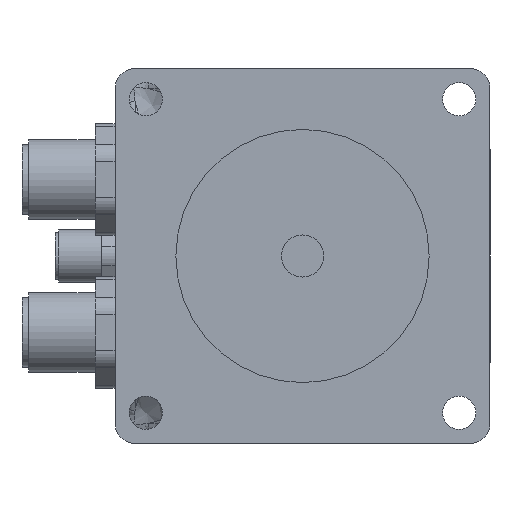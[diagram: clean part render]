
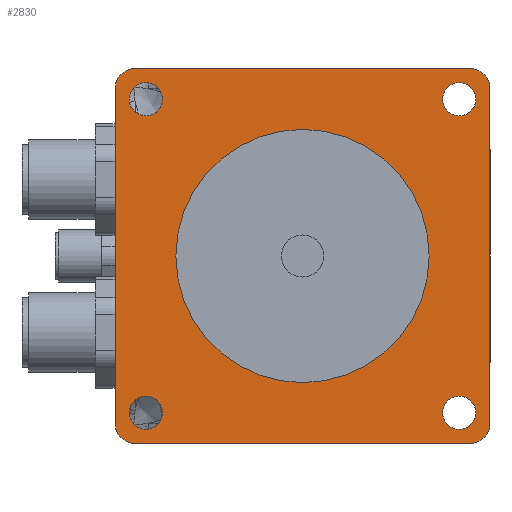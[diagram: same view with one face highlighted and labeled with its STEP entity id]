
A CAD part, left-side view. The second image highlights one B-rep face of the part: STEP entity #2830.
In plain terms, the highlighted planar face has unit normal (-1, 0, 0).
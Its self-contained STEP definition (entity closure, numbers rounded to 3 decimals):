
#63=FACE_BOUND('',#517,.T.);
#64=FACE_BOUND('',#518,.T.);
#65=FACE_BOUND('',#519,.T.);
#66=FACE_BOUND('',#520,.T.);
#67=FACE_BOUND('',#521,.T.);
#156=PLANE('',#3212);
#319=FACE_OUTER_BOUND('',#516,.T.);
#516=EDGE_LOOP('',(#2563,#2564,#2565,#2566,#2567,#2568,#2569,#2570));
#517=EDGE_LOOP('',(#2571,#2572));
#518=EDGE_LOOP('',(#2573,#2574));
#519=EDGE_LOOP('',(#2575,#2576));
#520=EDGE_LOOP('',(#2577,#2578));
#521=EDGE_LOOP('',(#2579,#2580));
#546=LINE('',#4223,#733);
#552=LINE('',#4237,#739);
#559=LINE('',#4253,#746);
#573=LINE('',#4412,#760);
#733=VECTOR('',#3278,10.);
#739=VECTOR('',#3290,10.);
#746=VECTOR('',#3303,10.);
#760=VECTOR('',#3367,10.);
#964=CIRCLE('',#2958,3.);
#967=CIRCLE('',#2963,3.);
#969=CIRCLE('',#2967,3.);
#972=CIRCLE('',#2972,3.);
#1092=CIRCLE('',#3201,2.5);
#1093=CIRCLE('',#3202,2.5);
#1094=CIRCLE('',#3204,2.5);
#1095=CIRCLE('',#3205,2.5);
#1096=CIRCLE('',#3207,2.5);
#1097=CIRCLE('',#3208,2.5);
#1098=CIRCLE('',#3210,2.5);
#1099=CIRCLE('',#3211,2.5);
#1100=CIRCLE('',#3213,19.05);
#1101=CIRCLE('',#3214,19.05);
#1135=VERTEX_POINT('',#4220);
#1136=VERTEX_POINT('',#4222);
#1140=VERTEX_POINT('',#4234);
#1141=VERTEX_POINT('',#4236);
#1146=VERTEX_POINT('',#4250);
#1147=VERTEX_POINT('',#4252);
#1168=VERTEX_POINT('',#4409);
#1169=VERTEX_POINT('',#4411);
#1365=VERTEX_POINT('',#5141);
#1366=VERTEX_POINT('',#5142);
#1367=VERTEX_POINT('',#5147);
#1368=VERTEX_POINT('',#5148);
#1369=VERTEX_POINT('',#5153);
#1370=VERTEX_POINT('',#5154);
#1371=VERTEX_POINT('',#5159);
#1372=VERTEX_POINT('',#5160);
#1373=VERTEX_POINT('',#5165);
#1374=VERTEX_POINT('',#5166);
#1412=EDGE_CURVE('',#1136,#1135,#546,.T.);
#1419=EDGE_CURVE('',#1141,#1140,#552,.T.);
#1427=EDGE_CURVE('',#1147,#1146,#559,.T.);
#1461=EDGE_CURVE('',#1169,#1168,#573,.T.);
#1540=EDGE_CURVE('',#1141,#1146,#964,.T.);
#1544=EDGE_CURVE('',#1136,#1140,#967,.T.);
#1547=EDGE_CURVE('',#1169,#1135,#969,.T.);
#1550=EDGE_CURVE('',#1147,#1168,#972,.T.);
#1765=EDGE_CURVE('',#1365,#1366,#1092,.T.);
#1766=EDGE_CURVE('',#1366,#1365,#1093,.T.);
#1768=EDGE_CURVE('',#1367,#1368,#1094,.T.);
#1769=EDGE_CURVE('',#1368,#1367,#1095,.T.);
#1771=EDGE_CURVE('',#1369,#1370,#1096,.T.);
#1772=EDGE_CURVE('',#1370,#1369,#1097,.T.);
#1774=EDGE_CURVE('',#1371,#1372,#1098,.T.);
#1775=EDGE_CURVE('',#1372,#1371,#1099,.T.);
#1777=EDGE_CURVE('',#1373,#1374,#1100,.T.);
#1778=EDGE_CURVE('',#1374,#1373,#1101,.T.);
#2563=ORIENTED_EDGE('',*,*,#1540,.F.);
#2564=ORIENTED_EDGE('',*,*,#1419,.T.);
#2565=ORIENTED_EDGE('',*,*,#1544,.F.);
#2566=ORIENTED_EDGE('',*,*,#1412,.T.);
#2567=ORIENTED_EDGE('',*,*,#1547,.F.);
#2568=ORIENTED_EDGE('',*,*,#1461,.T.);
#2569=ORIENTED_EDGE('',*,*,#1550,.F.);
#2570=ORIENTED_EDGE('',*,*,#1427,.T.);
#2571=ORIENTED_EDGE('',*,*,#1765,.T.);
#2572=ORIENTED_EDGE('',*,*,#1766,.T.);
#2573=ORIENTED_EDGE('',*,*,#1768,.T.);
#2574=ORIENTED_EDGE('',*,*,#1769,.T.);
#2575=ORIENTED_EDGE('',*,*,#1771,.T.);
#2576=ORIENTED_EDGE('',*,*,#1772,.T.);
#2577=ORIENTED_EDGE('',*,*,#1774,.T.);
#2578=ORIENTED_EDGE('',*,*,#1775,.T.);
#2579=ORIENTED_EDGE('',*,*,#1777,.T.);
#2580=ORIENTED_EDGE('',*,*,#1778,.T.);
#2830=ADVANCED_FACE('',(#319,#63,#64,#65,#66,#67),#156,.T.);
#2958=AXIS2_PLACEMENT_3D('',#4662,#3517,#3518);
#2963=AXIS2_PLACEMENT_3D('',#4669,#3528,#3529);
#2967=AXIS2_PLACEMENT_3D('',#4675,#3537,#3538);
#2972=AXIS2_PLACEMENT_3D('',#4681,#3547,#3548);
#3201=AXIS2_PLACEMENT_3D('',#5143,#4100,#4101);
#3202=AXIS2_PLACEMENT_3D('',#5144,#4102,#4103);
#3204=AXIS2_PLACEMENT_3D('',#5149,#4107,#4108);
#3205=AXIS2_PLACEMENT_3D('',#5150,#4109,#4110);
#3207=AXIS2_PLACEMENT_3D('',#5155,#4114,#4115);
#3208=AXIS2_PLACEMENT_3D('',#5156,#4116,#4117);
#3210=AXIS2_PLACEMENT_3D('',#5161,#4121,#4122);
#3211=AXIS2_PLACEMENT_3D('',#5162,#4123,#4124);
#3212=AXIS2_PLACEMENT_3D('',#5164,#4126,#4127);
#3213=AXIS2_PLACEMENT_3D('',#5167,#4128,#4129);
#3214=AXIS2_PLACEMENT_3D('',#5168,#4130,#4131);
#3278=DIRECTION('',(0.,1.,0.));
#3290=DIRECTION('',(0.,0.,1.));
#3303=DIRECTION('',(0.,-1.,0.));
#3367=DIRECTION('',(0.,0.,-1.));
#3517=DIRECTION('center_axis',(1.,0.,0.));
#3518=DIRECTION('ref_axis',(0.,-0.707,-0.707));
#3528=DIRECTION('center_axis',(1.,0.,0.));
#3529=DIRECTION('ref_axis',(0.,-0.707,0.707));
#3537=DIRECTION('center_axis',(1.,0.,0.));
#3538=DIRECTION('ref_axis',(0.,0.707,0.707));
#3547=DIRECTION('center_axis',(1.,0.,0.));
#3548=DIRECTION('ref_axis',(0.,0.707,-0.707));
#4100=DIRECTION('center_axis',(1.,0.,0.));
#4101=DIRECTION('ref_axis',(0.,0.,1.));
#4102=DIRECTION('center_axis',(1.,0.,0.));
#4103=DIRECTION('ref_axis',(0.,0.,1.));
#4107=DIRECTION('center_axis',(1.,0.,0.));
#4108=DIRECTION('ref_axis',(0.,0.,1.));
#4109=DIRECTION('center_axis',(1.,0.,0.));
#4110=DIRECTION('ref_axis',(0.,0.,1.));
#4114=DIRECTION('center_axis',(1.,0.,0.));
#4115=DIRECTION('ref_axis',(0.,0.,1.));
#4116=DIRECTION('center_axis',(1.,0.,0.));
#4117=DIRECTION('ref_axis',(0.,0.,1.));
#4121=DIRECTION('center_axis',(1.,0.,0.));
#4122=DIRECTION('ref_axis',(0.,0.,1.));
#4123=DIRECTION('center_axis',(1.,0.,0.));
#4124=DIRECTION('ref_axis',(0.,0.,1.));
#4126=DIRECTION('center_axis',(-1.,0.,0.));
#4127=DIRECTION('ref_axis',(0.,0.,1.));
#4128=DIRECTION('center_axis',(1.,0.,0.));
#4129=DIRECTION('ref_axis',(0.,0.,-1.));
#4130=DIRECTION('center_axis',(1.,0.,0.));
#4131=DIRECTION('ref_axis',(0.,0.,-1.));
#4220=CARTESIAN_POINT('',(0.,25.2,28.2));
#4222=CARTESIAN_POINT('',(0.,-25.2,28.2));
#4223=CARTESIAN_POINT('',(0.,8.4,28.2));
#4234=CARTESIAN_POINT('',(0.,-28.2,25.2));
#4236=CARTESIAN_POINT('',(0.,-28.2,-25.2));
#4237=CARTESIAN_POINT('',(0.,-28.2,-14.1));
#4250=CARTESIAN_POINT('',(0.,-25.2,-28.2));
#4252=CARTESIAN_POINT('',(0.,25.2,-28.2));
#4253=CARTESIAN_POINT('',(0.,36.6,-28.2));
#4409=CARTESIAN_POINT('',(0.,28.2,-25.2));
#4411=CARTESIAN_POINT('',(0.,28.2,25.2));
#4412=CARTESIAN_POINT('',(0.,28.2,14.1));
#4662=CARTESIAN_POINT('Origin',(0.,-25.2,-25.2));
#4669=CARTESIAN_POINT('Origin',(0.,-25.2,25.2));
#4675=CARTESIAN_POINT('Origin',(0.,25.2,25.2));
#4681=CARTESIAN_POINT('Origin',(0.,25.2,-25.2));
#5141=CARTESIAN_POINT('',(0.,-23.57,26.07));
#5142=CARTESIAN_POINT('',(0.,-23.57,21.07));
#5143=CARTESIAN_POINT('Origin',(0.,-23.57,23.57));
#5144=CARTESIAN_POINT('Origin',(0.,-23.57,23.57));
#5147=CARTESIAN_POINT('',(0.,23.57,-21.07));
#5148=CARTESIAN_POINT('',(0.,23.57,-26.07));
#5149=CARTESIAN_POINT('Origin',(0.,23.57,-23.57));
#5150=CARTESIAN_POINT('Origin',(0.,23.57,-23.57));
#5153=CARTESIAN_POINT('',(0.,23.57,26.07));
#5154=CARTESIAN_POINT('',(0.,23.57,21.07));
#5155=CARTESIAN_POINT('Origin',(0.,23.57,23.57));
#5156=CARTESIAN_POINT('Origin',(0.,23.57,23.57));
#5159=CARTESIAN_POINT('',(0.,-23.57,-21.07));
#5160=CARTESIAN_POINT('',(0.,-23.57,-26.07));
#5161=CARTESIAN_POINT('Origin',(0.,-23.57,-23.57));
#5162=CARTESIAN_POINT('Origin',(0.,-23.57,-23.57));
#5164=CARTESIAN_POINT('Origin',(0.,45.,0.));
#5165=CARTESIAN_POINT('',(0.,19.05,0.));
#5166=CARTESIAN_POINT('',(0.,-19.05,0.));
#5167=CARTESIAN_POINT('Origin',(0.,0.,
0.));
#5168=CARTESIAN_POINT('Origin',(0.,0.,
0.));
